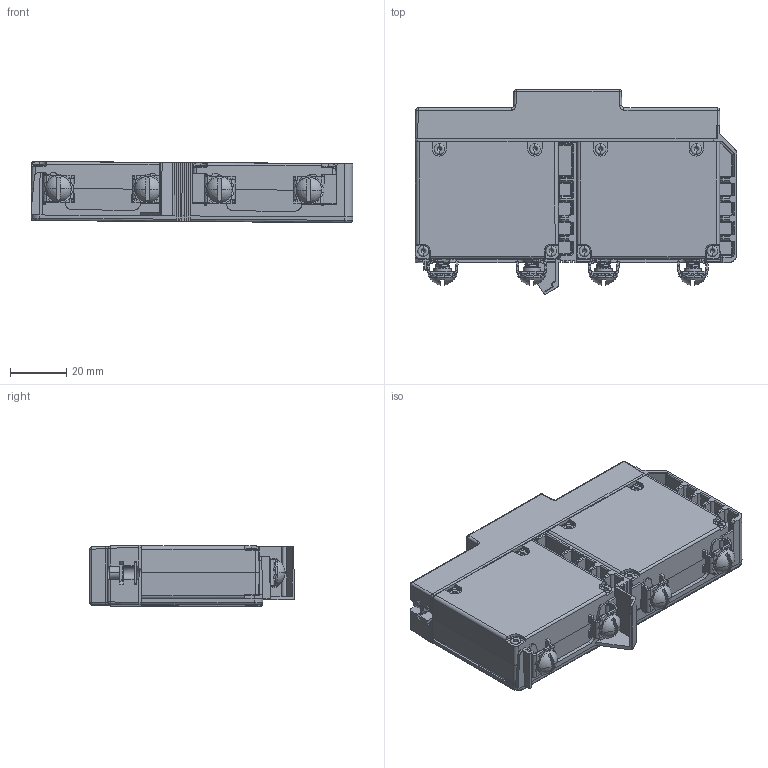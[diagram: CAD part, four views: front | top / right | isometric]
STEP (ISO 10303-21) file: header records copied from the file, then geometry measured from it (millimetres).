
FILE_DESCRIPTION((''),'2;1');
FILE_NAME('TB2-B0-22-610-J1A-C3_SW0001','2017-02-01T',('patrickmoody'),(''),'CREO PARAMETRIC BY PTC INC, 2015480','CREO PARAMETRIC BY PTC INC, 2015480','');
FILE_SCHEMA(('AUTOMOTIVE_DESIGN { 1 0 10303 214 1 1 1 1 }'));
Products named in the file (1): TB2-B0-22-610-J1A-C3_SW0001
Bounding box: 114.04 x 72.52 x 21.64 mm (x, y, z)
Volume: 105979.4 mm3; surface area: 53229.4 mm2
Topology: 1 solids, 7 shells, 4501 faces, 12943 edges, 8433 vertices
Faces by surface type: plane 2896, cylinder 820, extrusion 318, bspline 208, cone 149, sphere 58, torus 52
Entity records: 175735 total; most frequent: CARTESIAN_POINT 46005, ORIENTED_EDGE 25822, DIRECTION 21074, EDGE_CURVE 12911, VECTOR 9772, LINE 9454, VERTEX_POINT 8433, AXIS2_PLACEMENT_3D 5651
